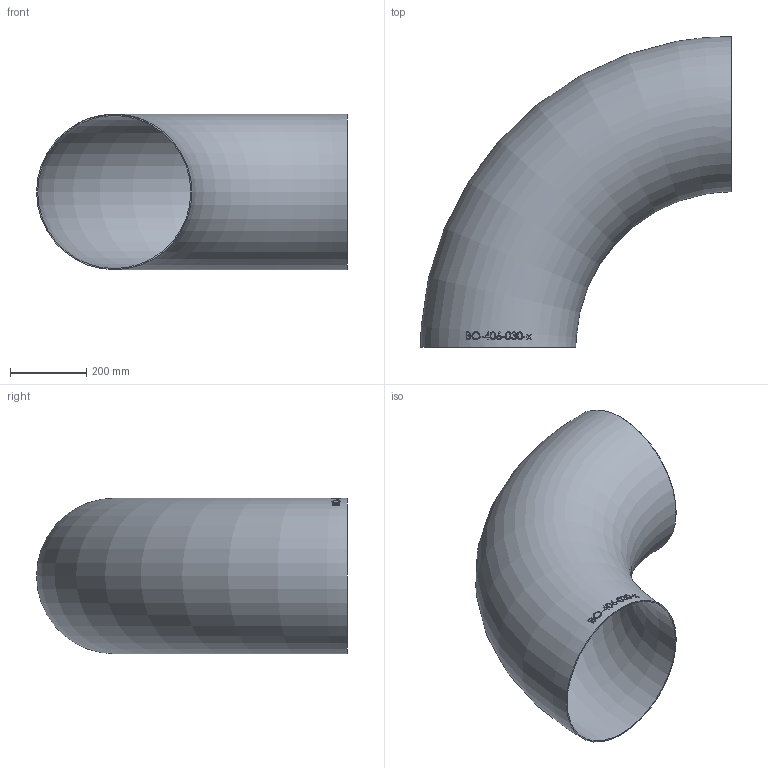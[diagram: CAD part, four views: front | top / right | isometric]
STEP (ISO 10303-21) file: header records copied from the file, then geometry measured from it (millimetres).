
FILE_DESCRIPTION (( 'STEP AP214' ), '1' );
FILE_NAME ('BO-406-030-x Bogen 1910.STEP', '2019-10-29T09:29:25', ( '' ), ( '' ), 'SwSTEP 2.0', 'SolidWorks 2016', '' );
FILE_SCHEMA (( 'AUTOMOTIVE_DESIGN' ));
Length unit declared in the file: millimetre
Products named in the file (1): BO-406-030-x Bogen 1910
Bounding box: 813.2 x 813.2 x 406.4 mm (x, y, z)
Volume: 3642892.2 mm3; surface area: 2436349.9 mm2
Topology: 1 solids, 1 shells, 144 faces, 370 edges, 247 vertices
Faces by surface type: bspline 67, plane 54, torus 23
Entity records: 8560 total; most frequent: CARTESIAN_POINT 4294, ORIENTED_EDGE 722, EDGE_CURVE 361, DIRECTION 281, VERTEX_POINT 242, B_SPLINE_CURVE_WITH_KNOTS 238, EDGE_LOOP 167, FACE_OUTER_BOUND 145
